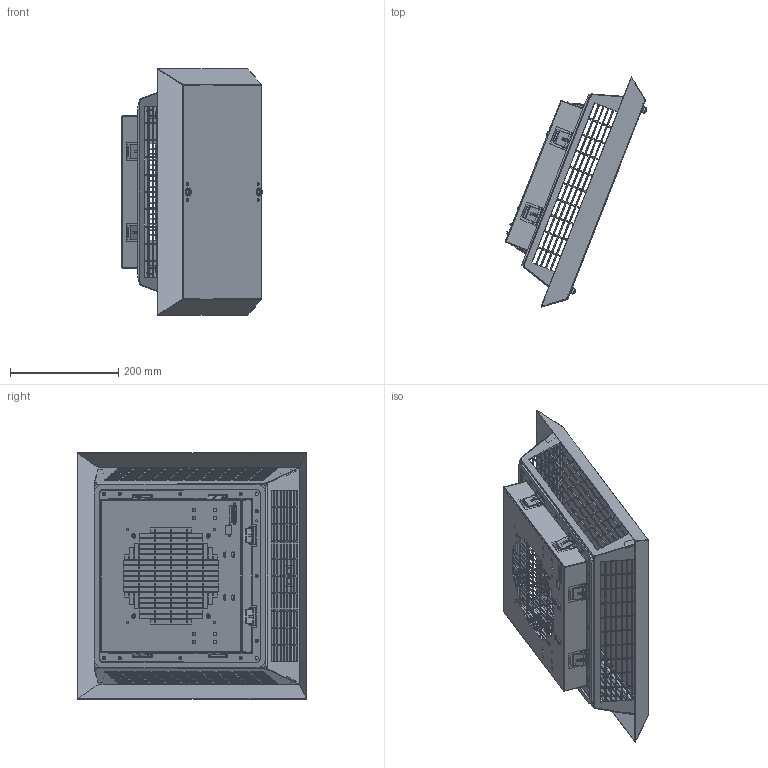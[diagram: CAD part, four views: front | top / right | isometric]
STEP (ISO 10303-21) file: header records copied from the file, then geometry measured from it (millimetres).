
FILE_DESCRIPTION((''),'2;1');
FILE_NAME('FL609X-LONG-COMPLETE_ASM_1_ASM','2021-11-30T14:31:58',('alexcam'),(''),'CREO PARAMETRIC BY PTC INC, 2018500','CREO PARAMETRIC BY PTC INC, 2018500','');
FILE_SCHEMA(('CONFIG_CONTROL_DESIGN'));
Products named in the file (17): FL6XXX-HOUSING_1; FL6XXX-GASKET1_1; FL6XXX-HOUSING_ASM_1_ASM; FL609X-INTAKE_1; FL6XXX-CLIP-FREE_1; FL6XXX-CLIP-FLEXED_1; M4_X_12_7_AL_ST_RIVETED_1; MC-PB7_62H04C-F_1; MC-7_62-4-PUSH-IN-ASSEMBLY_ASM__ASM; FL609X-INTAKE_ASM_1_ASM; FL6XXX-COVER_1; M3_X_6_AL_AL_RIVETED_1; D7-275-135-400_1; D7-265-720-190_1; FL6XXX-QUARTERTURN-SOUTHCO-X4_A_ASM; FL6XXX-COVER_ASM_1_ASM; FL609X-LONG-COMPLETE_ASM_1_ASM
Assembly tree (41 placements, depth 4):
  FL609X-LONG-COMPLETE_ASM_1_ASM
    FL6XXX-HOUSING_ASM_1_ASM
      FL6XXX-HOUSING_1
      FL6XXX-GASKET1_1
    FL609X-INTAKE_ASM_1_ASM
      FL609X-INTAKE_1
      FL6XXX-CLIP-FREE_1  x4
      FL6XXX-CLIP-FLEXED_1  x4
      M4_X_12_7_AL_ST_RIVETED_1  x4
      MC-7_62-4-PUSH-IN-ASSEMBLY_ASM__ASM
        MC-PB7_62H04C-F_1
    FL6XXX-COVER_ASM_1_ASM
      FL6XXX-COVER_1
      M3_X_6_AL_AL_RIVETED_1  x4
      FL6XXX-QUARTERTURN-SOUTHCO-X4_A_ASM  x2
        D7-275-135-400_1
        D7-265-720-190_1
    M3_X_6_AL_AL_RIVETED_1  x12
Bounding box: 261.01 x 425.4 x 457.12 mm (x, y, z)
Volume: 604251.6 mm3; surface area: 1157270.4 mm2
Topology: 37 solids, 41 shells, 5243 faces, 14703 edges, 9594 vertices
Faces by surface type: plane 4070, cylinder 885, bspline 100, torus 100, cone 84, sphere 4
Entity records: 119985 total; most frequent: CARTESIAN_POINT 24082, ORIENTED_EDGE 20430, DIRECTION 18019, EDGE_CURVE 10215, VECTOR 8893, LINE 8893, VERTEX_POINT 6647, EDGE_LOOP 4662
